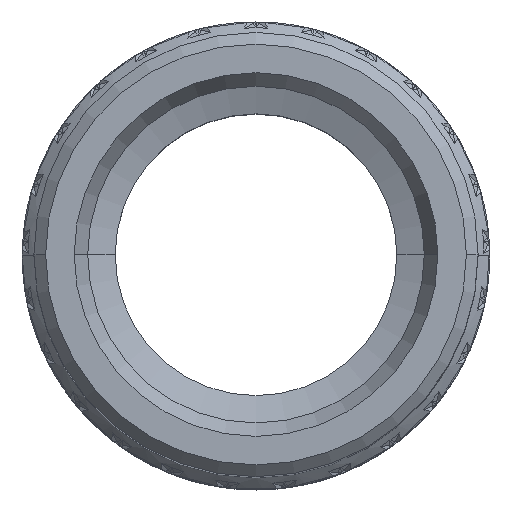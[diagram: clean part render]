
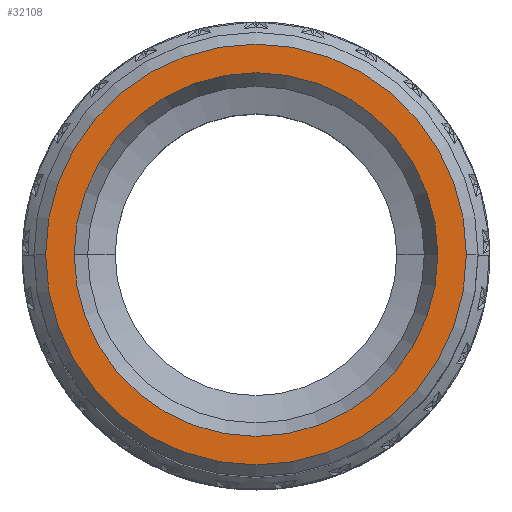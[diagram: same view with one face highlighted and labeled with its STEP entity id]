
A CAD part, top view. The second image highlights one B-rep face of the part: STEP entity #32108.
In plain terms, the highlighted planar face has unit normal (0, 0, 1).
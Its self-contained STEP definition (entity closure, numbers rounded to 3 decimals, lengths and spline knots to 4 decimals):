
#1536 = CARTESIAN_POINT ( 'NONE',  ( 0., 0., 10.4 ) ) ;
#1587 = AXIS2_PLACEMENT_3D ( 'NONE', #61846, #63910, #15658 ) ;
#2903 = AXIS2_PLACEMENT_3D ( 'NONE', #14155, #80419, #7181 ) ;
#4395 = VERTEX_POINT ( 'NONE', #53276 ) ;
#5719 = ORIENTED_EDGE ( 'NONE', *, *, #42598, .T. ) ;
#7181 = DIRECTION ( 'NONE',  ( 1., 0., 0. ) ) ;
#10720 = CARTESIAN_POINT ( 'NONE',  ( -1.5555, 0., 10.4 ) ) ;
#11346 = CARTESIAN_POINT ( 'NONE',  ( 0., 0., 10.4 ) ) ;
#14155 = CARTESIAN_POINT ( 'NONE',  ( 0., 1.5555, 10.4 ) ) ;
#15658 = DIRECTION ( 'NONE',  ( -1., 0., 0. ) ) ;
#19641 = ORIENTED_EDGE ( 'NONE', *, *, #65837, .T. ) ;
#23402 = VERTEX_POINT ( 'NONE', #52902 ) ;
#23515 = DIRECTION ( 'NONE',  ( 0., 0., 1. ) ) ;
#32108 = ADVANCED_FACE ( 'NONE', ( #48101, #79991 ), #67736, .T. ) ;
#34281 = DIRECTION ( 'NONE',  ( -1., 0., 0. ) ) ;
#34987 = ORIENTED_EDGE ( 'NONE', *, *, #38511, .T. ) ;
#35628 = CIRCLE ( 'NONE', #46756, 1.5555 ) ;
#36421 = DIRECTION ( 'NONE',  ( 0., 0., 1. ) ) ;
#36723 = EDGE_LOOP ( 'NONE', ( #82061, #34987 ) ) ;
#37286 = DIRECTION ( 'NONE',  ( 1., 0., 0. ) ) ;
#37901 = DIRECTION ( 'NONE',  ( 1., 0., 0. ) ) ;
#38511 = EDGE_CURVE ( 'NONE', #46549, #51911, #65661, .T. ) ;
#41299 = EDGE_LOOP ( 'NONE', ( #5719, #19641 ) ) ;
#42598 = EDGE_CURVE ( 'NONE', #23402, #4395, #80447, .T. ) ;
#46549 = VERTEX_POINT ( 'NONE', #10720 ) ;
#46756 = AXIS2_PLACEMENT_3D ( 'NONE', #1536, #61712, #34281 ) ;
#48101 = FACE_OUTER_BOUND ( 'NONE', #41299, .T. ) ;
#49878 = CARTESIAN_POINT ( 'NONE',  ( 0., 0., 10.4 ) ) ;
#51911 = VERTEX_POINT ( 'NONE', #83349 ) ;
#52902 = CARTESIAN_POINT ( 'NONE',  ( -1.8, 0., 10.4 ) ) ;
#53276 = CARTESIAN_POINT ( 'NONE',  ( 1.8, 0., 10.4 ) ) ;
#54822 = CIRCLE ( 'NONE', #81303, 1.8 ) ;
#61712 = DIRECTION ( 'NONE',  ( 0., 0., -1. ) ) ;
#61846 = CARTESIAN_POINT ( 'NONE',  ( 0., 0., 10.4 ) ) ;
#63734 = AXIS2_PLACEMENT_3D ( 'NONE', #11346, #23515, #37901 ) ;
#63910 = DIRECTION ( 'NONE',  ( 0., 0., -1. ) ) ;
#65661 = CIRCLE ( 'NONE', #1587, 1.5555 ) ;
#65837 = EDGE_CURVE ( 'NONE', #4395, #23402, #54822, .T. ) ;
#67736 = PLANE ( 'NONE',  #2903 ) ;
#79991 = FACE_BOUND ( 'NONE', #36723, .T. ) ;
#80419 = DIRECTION ( 'NONE',  ( 0., 0., 1. ) ) ;
#80447 = CIRCLE ( 'NONE', #63734, 1.8 ) ;
#81303 = AXIS2_PLACEMENT_3D ( 'NONE', #49878, #36421, #37286 ) ;
#82061 = ORIENTED_EDGE ( 'NONE', *, *, #84589, .T. ) ;
#83349 = CARTESIAN_POINT ( 'NONE',  ( 1.5555, 0., 10.4 ) ) ;
#84589 = EDGE_CURVE ( 'NONE', #51911, #46549, #35628, .T. ) ;
